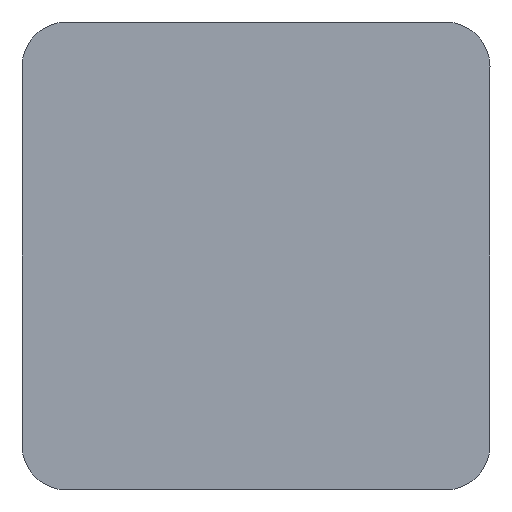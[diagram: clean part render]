
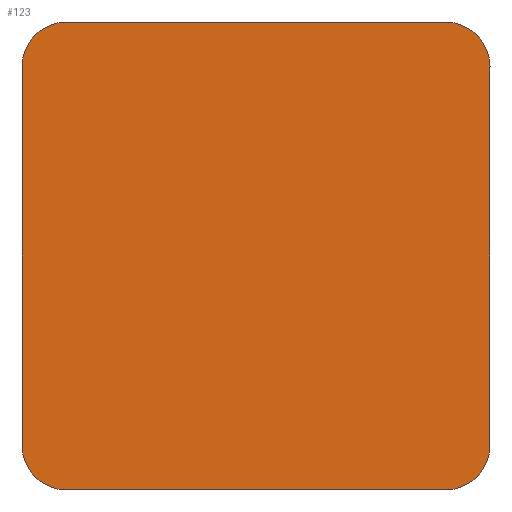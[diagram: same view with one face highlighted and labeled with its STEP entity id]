
A CAD part, top view. The second image highlights one B-rep face of the part: STEP entity #123.
In plain terms, the highlighted planar face has unit normal (0, 0, 1).
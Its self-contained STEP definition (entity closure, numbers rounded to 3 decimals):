
#77=VERTEX_POINT('',#195);
#91=EDGE_CURVE('',#153,#117,#210,.T.);
#97=EDGE_CURVE('',#117,#127,#217,.T.);
#103=EDGE_CURVE('',#105,#153,#223,.T.);
#105=VERTEX_POINT('',#225);
#109=EDGE_CURVE('',#151,#105,#229,.T.);
#113=EDGE_CURVE('',#133,#165,#234,.T.);
#117=VERTEX_POINT('',#238);
#123=ADVANCED_FACE('',(#244),#245,.T.);
#127=VERTEX_POINT('',#249);
#129=EDGE_CURVE('',#77,#133,#251,.T.);
#133=VERTEX_POINT('',#255);
#139=EDGE_CURVE('',#165,#151,#262,.T.);
#151=VERTEX_POINT('',#277);
#153=VERTEX_POINT('',#279);
#165=VERTEX_POINT('',#291);
#171=EDGE_CURVE('',#127,#77,#298,.T.);
#195=CARTESIAN_POINT('',(8.36,0.8,0.0));
#210=CIRCLE('',#337,0.8);
#217=LINE('',#345,#346);
#223=LINE('',#354,#355);
#225=CARTESIAN_POINT('',(0.,7.56,0.0));
#229=CIRCLE('',#364,0.8);
#234=CIRCLE('',#370,0.8);
#238=CARTESIAN_POINT('',(0.8,0.0,0.0));
#244=FACE_OUTER_BOUND('',#383,.T.);
#245=PLANE('',#384);
#249=CARTESIAN_POINT('',(7.56,0.0,0.0));
#251=LINE('',#393,#394);
#255=CARTESIAN_POINT('',(8.36,7.56,0.0));
#262=LINE('',#408,#409);
#277=CARTESIAN_POINT('',(0.8,8.36,0.0));
#279=CARTESIAN_POINT('',(0.0,0.8,0.0));
#291=CARTESIAN_POINT('',(7.56,8.36,0.0));
#298=CIRCLE('',#454,0.8);
#337=AXIS2_PLACEMENT_3D('',#474,#475,#476);
#345=CARTESIAN_POINT('',(0.8,0.0,0.0));
#346=VECTOR('',#485,1.0);
#354=CARTESIAN_POINT('',(0.0,7.56,0.0));
#355=VECTOR('',#489,1.0);
#364=AXIS2_PLACEMENT_3D('',#491,#492,#493);
#370=AXIS2_PLACEMENT_3D('',#506,#507,#508);
#383=EDGE_LOOP('',(#514,#515,#516,#517,#518,#519,#520,#521));
#384=AXIS2_PLACEMENT_3D('',#522,#523,#524);
#393=CARTESIAN_POINT('',(8.36,0.8,0.0));
#394=VECTOR('',#526,1.0);
#408=CARTESIAN_POINT('',(7.56,8.36,0.0));
#409=VECTOR('',#536,1.0);
#454=AXIS2_PLACEMENT_3D('',#577,#578,#579);
#474=CARTESIAN_POINT('',(0.8,0.8,0.0));
#475=DIRECTION('',(0.0,0.0,1.0));
#476=DIRECTION('',(-1.0,0.,0.0));
#485=DIRECTION('',(1.0,0.0,0.0));
#489=DIRECTION('',(0.0,-1.0,0.0));
#491=CARTESIAN_POINT('',(0.8,7.56,0.0));
#492=DIRECTION('',(0.0,0.0,1.0));
#493=DIRECTION('',(0.,1.0,0.0));
#506=CARTESIAN_POINT('',(7.56,7.56,0.0));
#507=DIRECTION('',(0.0,-0.0,1.0));
#508=DIRECTION('',(1.0,0.,0.0));
#514=ORIENTED_EDGE('',*,*,#97,.T.);
#515=ORIENTED_EDGE('',*,*,#171,.T.);
#516=ORIENTED_EDGE('',*,*,#129,.T.);
#517=ORIENTED_EDGE('',*,*,#113,.T.);
#518=ORIENTED_EDGE('',*,*,#139,.T.);
#519=ORIENTED_EDGE('',*,*,#109,.T.);
#520=ORIENTED_EDGE('',*,*,#103,.T.);
#521=ORIENTED_EDGE('',*,*,#91,.T.);
#522=CARTESIAN_POINT('',(4.18,4.18,0.0));
#523=DIRECTION('',(0.0,0.0,1.0));
#524=DIRECTION('',(1.0,0.0,0.0));
#526=DIRECTION('',(0.0,1.0,0.0));
#536=DIRECTION('',(-1.0,0.0,0.0));
#577=CARTESIAN_POINT('',(7.56,0.8,0.0));
#578=DIRECTION('',(0.0,0.0,1.0));
#579=DIRECTION('',(0.,-1.0,0.0));
